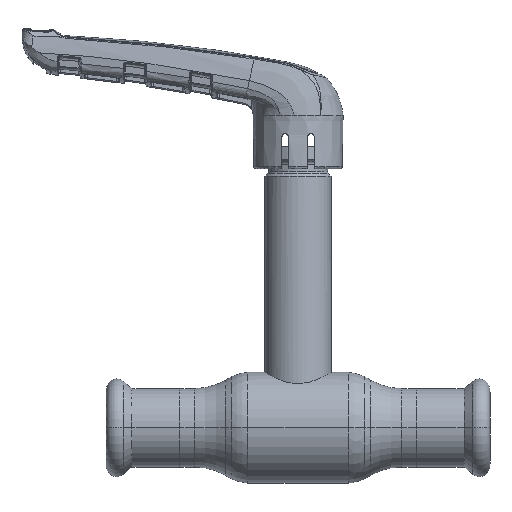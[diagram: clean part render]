
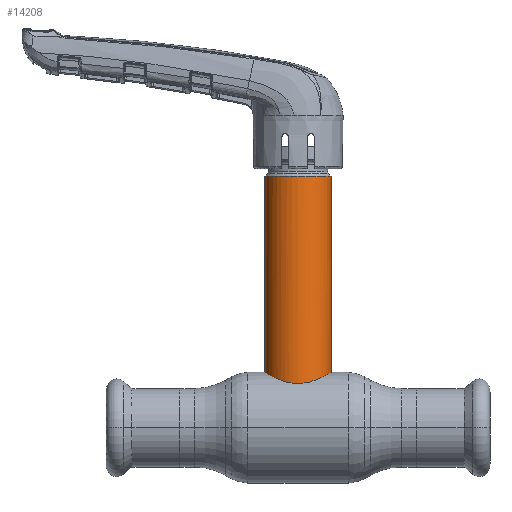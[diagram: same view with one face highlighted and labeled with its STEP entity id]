
A CAD part, top view. The second image highlights one B-rep face of the part: STEP entity #14208.
In plain terms, the highlighted cylindrical face has radius 9 mm (diameter 18 mm), a partial arc.
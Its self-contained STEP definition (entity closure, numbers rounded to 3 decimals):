
#63 = VECTOR ( 'NONE', #70320, 1000. ) ;
#299 = CARTESIAN_POINT ( 'NONE',  ( -5.259, 13.1, 7.309 ) ) ;
#540 = CARTESIAN_POINT ( 'NONE',  ( -4.037, 12.65, 8.065 ) ) ;
#2365 = CARTESIAN_POINT ( 'NONE',  ( 2.378, 12.23, 8.685 ) ) ;
#2486 = AXIS2_PLACEMENT_3D ( 'NONE', #45716, #68665, #52208 ) ;
#3067 = CARTESIAN_POINT ( 'NONE',  ( 3.763, 12.574, 8.181 ) ) ;
#4073 = CARTESIAN_POINT ( 'NONE',  ( -9., 15., 0. ) ) ;
#5133 = B_SPLINE_CURVE_WITH_KNOTS ( 'NONE', 3,
 ( #27626, #70524, #43038, #10143, #59627, #26690, #5993, #27869, #66161, #66410, #33172, #33404, #299, #49690, #540, #22365, #5762, #38718, #44189, #38966, #55232, #11309, #16846, #60820, #2365, #62925, #68952, #3067, #41006, #51796, #19862, #19641, #30663, #46949, #36235, #58064, #25145, #13874, #46241, #68252, #8579, #14104, #46483, #68714, #8106, #41236, #46705, #63614 ),
 .UNSPECIFIED., .F., .F.,
 ( 4, 2, 2, 2, 2, 2, 2, 2, 2, 2, 2, 2, 2, 2, 2, 2, 2, 2, 2, 2, 2, 2, 2, 4 ),
 ( 0., 0.002, 0.004, 0.005, 0.007, 0.008, 0.009, 0.011, 0.013, 0.014, 0.014, 0.016, 0.017, 0.018, 0.019, 0.02, 0.022, 0.023, 0.023, 0.025, 0.026, 0.027, 0.028, 0.029 ),
 .UNSPECIFIED. ) ;
#5627 = EDGE_CURVE ( 'NONE', #38452, #23320, #5133, .T. ) ;
#5762 = CARTESIAN_POINT ( 'NONE',  ( -2.387, 12.221, 8.698 ) ) ;
#5993 = CARTESIAN_POINT ( 'NONE',  ( -7.781, 14.299, 4.56 ) ) ;
#8106 = CARTESIAN_POINT ( 'NONE',  ( 8.923, 14.954, 1.21 ) ) ;
#8579 = CARTESIAN_POINT ( 'NONE',  ( 8.509, 14.711, 2.947 ) ) ;
#9779 = FACE_OUTER_BOUND ( 'NONE', #46311, .T. ) ;
#10143 = CARTESIAN_POINT ( 'NONE',  ( -8.7, 14.821, 2.382 ) ) ;
#11029 = ORIENTED_EDGE ( 'NONE', *, *, #63280, .T. ) ;
#11309 = CARTESIAN_POINT ( 'NONE',  ( 0.606, 12., 9. ) ) ;
#12923 = CARTESIAN_POINT ( 'NONE',  ( 9., 68.119, 0. ) ) ;
#13874 = CARTESIAN_POINT ( 'NONE',  ( 7.781, 14.299, 4.56 ) ) ;
#14104 = CARTESIAN_POINT ( 'NONE',  ( 8.685, 14.813, 2.378 ) ) ;
#14208 = ADVANCED_FACE ( 'NONE', ( #9779 ), #70842, .T. ) ;
#14629 = VECTOR ( 'NONE', #58579, 1000. ) ;
#16846 = CARTESIAN_POINT ( 'NONE',  ( 1.205, 12.046, 8.939 ) ) ;
#19641 = CARTESIAN_POINT ( 'NONE',  ( 5.507, 13.196, 7.142 ) ) ;
#19835 = LINE ( 'NONE', #63802, #63 ) ;
#19862 = CARTESIAN_POINT ( 'NONE',  ( 4.789, 12.918, 7.626 ) ) ;
#22365 = CARTESIAN_POINT ( 'NONE',  ( -2.963, 12.35, 8.518 ) ) ;
#23320 = VERTEX_POINT ( 'NONE', #64311 ) ;
#25145 = CARTESIAN_POINT ( 'NONE',  ( 7.296, 14.043, 5.277 ) ) ;
#25875 = ORIENTED_EDGE ( 'NONE', *, *, #5627, .T. ) ;
#26690 = CARTESIAN_POINT ( 'NONE',  ( -8.06, 14.454, 4.048 ) ) ;
#27626 = CARTESIAN_POINT ( 'NONE',  ( -9., 15., 0. ) ) ;
#27635 = AXIS2_PLACEMENT_3D ( 'NONE', #32210, #65889, #60559 ) ;
#27869 = CARTESIAN_POINT ( 'NONE',  ( -7.126, 13.954, 5.528 ) ) ;
#29351 = EDGE_CURVE ( 'NONE', #68100, #23320, #54154, .T. ) ;
#30663 = CARTESIAN_POINT ( 'NONE',  ( 5.948, 13.389, 6.778 ) ) ;
#32210 = CARTESIAN_POINT ( 'NONE',  ( 0., 0., 0. ) ) ;
#33172 = CARTESIAN_POINT ( 'NONE',  ( -5.937, 13.387, 6.77 ) ) ;
#33404 = CARTESIAN_POINT ( 'NONE',  ( -5.492, 13.196, 7.136 ) ) ;
#36235 = CARTESIAN_POINT ( 'NONE',  ( 6.756, 13.77, 5.953 ) ) ;
#36346 = VERTEX_POINT ( 'NONE', #44849 ) ;
#38452 = VERTEX_POINT ( 'NONE', #4073 ) ;
#38718 = CARTESIAN_POINT ( 'NONE',  ( -1.509, 12.091, 8.878 ) ) ;
#38966 = CARTESIAN_POINT ( 'NONE',  ( -0.613, 12.012, 8.984 ) ) ;
#41006 = CARTESIAN_POINT ( 'NONE',  ( 4.026, 12.655, 8.055 ) ) ;
#41236 = CARTESIAN_POINT ( 'NONE',  ( 8.984, 14.991, 0.611 ) ) ;
#43038 = CARTESIAN_POINT ( 'NONE',  ( -8.938, 14.963, 1.209 ) ) ;
#44189 = CARTESIAN_POINT ( 'NONE',  ( -1.213, 12.057, 8.923 ) ) ;
#44849 = CARTESIAN_POINT ( 'NONE',  ( -9., 68.119, 0. ) ) ;
#45716 = CARTESIAN_POINT ( 'NONE',  ( 0., 68.119, 0. ) ) ;
#46241 = CARTESIAN_POINT ( 'NONE',  ( 8.059, 14.454, 4.05 ) ) ;
#46311 = EDGE_LOOP ( 'NONE', ( #52290, #51732, #11029, #25875 ) ) ;
#46483 = CARTESIAN_POINT ( 'NONE',  ( 8.759, 14.857, 2.09 ) ) ;
#46705 = CARTESIAN_POINT ( 'NONE',  ( 9., 15., 0.305 ) ) ;
#46949 = CARTESIAN_POINT ( 'NONE',  ( 6.56, 13.675, 6.169 ) ) ;
#47441 = CARTESIAN_POINT ( 'NONE',  ( 9., 0., 0. ) ) ;
#49690 = CARTESIAN_POINT ( 'NONE',  ( -4.543, 12.824, 7.791 ) ) ;
#51732 = ORIENTED_EDGE ( 'NONE', *, *, #61142, .T. ) ;
#51796 = CARTESIAN_POINT ( 'NONE',  ( 4.539, 12.827, 7.777 ) ) ;
#52208 = DIRECTION ( 'NONE',  ( -1., 0., 0. ) ) ;
#52290 = ORIENTED_EDGE ( 'NONE', *, *, #29351, .F. ) ;
#54154 = LINE ( 'NONE', #47441, #14629 ) ;
#54424 = CIRCLE ( 'NONE', #2486, 9. ) ;
#55232 = CARTESIAN_POINT ( 'NONE',  ( -0.308, 12., 9. ) ) ;
#58064 = CARTESIAN_POINT ( 'NONE',  ( 7.124, 13.954, 5.508 ) ) ;
#58579 = DIRECTION ( 'NONE',  ( 0., -1., 0. ) ) ;
#59627 = CARTESIAN_POINT ( 'NONE',  ( -8.519, 14.715, 2.961 ) ) ;
#60559 = DIRECTION ( 'NONE',  ( -1., 0., 0. ) ) ;
#60820 = CARTESIAN_POINT ( 'NONE',  ( 2.086, 12.176, 8.76 ) ) ;
#61142 = EDGE_CURVE ( 'NONE', #68100, #36346, #54424, .T. ) ;
#62925 = CARTESIAN_POINT ( 'NONE',  ( 2.947, 12.353, 8.509 ) ) ;
#63280 = EDGE_CURVE ( 'NONE', #36346, #38452, #19835, .T. ) ;
#63614 = CARTESIAN_POINT ( 'NONE',  ( 9., 15., 0. ) ) ;
#63802 = CARTESIAN_POINT ( 'NONE',  ( -9., 0., 0. ) ) ;
#64311 = CARTESIAN_POINT ( 'NONE',  ( 9., 15., 0. ) ) ;
#65889 = DIRECTION ( 'NONE',  ( 0., -1., 0. ) ) ;
#66161 = CARTESIAN_POINT ( 'NONE',  ( -6.758, 13.768, 5.971 ) ) ;
#66410 = CARTESIAN_POINT ( 'NONE',  ( -6.15, 13.483, 6.577 ) ) ;
#68100 = VERTEX_POINT ( 'NONE', #12923 ) ;
#68252 = CARTESIAN_POINT ( 'NONE',  ( 8.406, 14.651, 3.229 ) ) ;
#68665 = DIRECTION ( 'NONE',  ( 0., -1., 0. ) ) ;
#68714 = CARTESIAN_POINT ( 'NONE',  ( 8.878, 14.927, 1.506 ) ) ;
#68952 = CARTESIAN_POINT ( 'NONE',  ( 3.223, 12.423, 8.408 ) ) ;
#70320 = DIRECTION ( 'NONE',  ( 0., -1., 0. ) ) ;
#70524 = CARTESIAN_POINT ( 'NONE',  ( -9., 15., 0.611 ) ) ;
#70842 = CYLINDRICAL_SURFACE ( 'NONE', #27635, 9. ) ;
